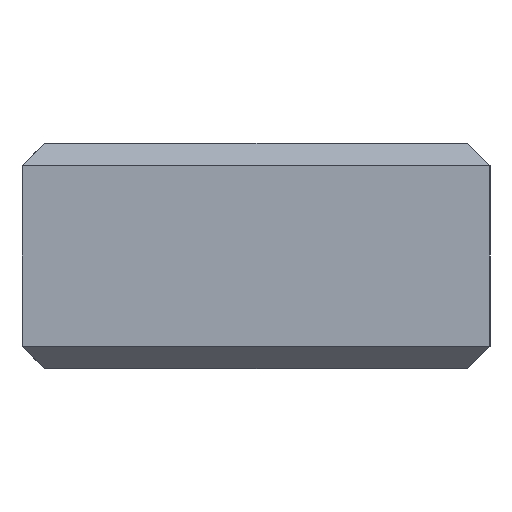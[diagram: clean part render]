
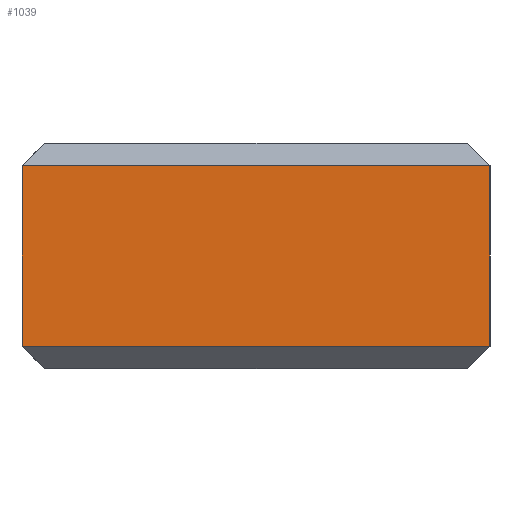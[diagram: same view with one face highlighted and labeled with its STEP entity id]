
A CAD part, left-side view. The second image highlights one B-rep face of the part: STEP entity #1039.
In plain terms, the highlighted planar face has unit normal (-1, 0, 0).
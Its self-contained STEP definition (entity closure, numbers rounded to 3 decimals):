
#88=FACE_OUTER_BOUND('',#156,.T.);
#156=EDGE_LOOP('',(#710,#711,#712,#713));
#236=LINE('',#1561,#342);
#246=LINE('',#1586,#352);
#249=LINE('',#1592,#355);
#250=LINE('',#1593,#356);
#342=VECTOR('',#1235,10.);
#352=VECTOR('',#1253,10.);
#355=VECTOR('',#1258,10.);
#356=VECTOR('',#1259,10.);
#442=VERTEX_POINT('',#1544);
#448=VERTEX_POINT('',#1559);
#456=VERTEX_POINT('',#1585);
#458=VERTEX_POINT('',#1591);
#537=EDGE_CURVE('',#448,#442,#236,.T.);
#548=EDGE_CURVE('',#442,#456,#246,.T.);
#551=EDGE_CURVE('',#448,#458,#249,.T.);
#552=EDGE_CURVE('',#456,#458,#250,.T.);
#710=ORIENTED_EDGE('',*,*,#537,.F.);
#711=ORIENTED_EDGE('',*,*,#551,.T.);
#712=ORIENTED_EDGE('',*,*,#552,.F.);
#713=ORIENTED_EDGE('',*,*,#548,.F.);
#998=PLANE('',#1122);
#1039=ADVANCED_FACE('',(#88),#998,.T.);
#1122=AXIS2_PLACEMENT_3D('',#1590,#1256,#1257);
#1235=DIRECTION('',(0.,1.,0.));
#1253=DIRECTION('',(0.,0.,1.));
#1256=DIRECTION('center_axis',(-1.,0.,0.));
#1257=DIRECTION('ref_axis',(0.,-1.,0.));
#1258=DIRECTION('',(0.,0.,1.));
#1259=DIRECTION('',(0.,-1.,0.));
#1544=CARTESIAN_POINT('',(-4.15,4.15,0.4));
#1559=CARTESIAN_POINT('',(-4.15,-4.15,0.4));
#1561=CARTESIAN_POINT('',(-4.15,2.075,0.4));
#1585=CARTESIAN_POINT('',(-4.15,4.15,3.6));
#1586=CARTESIAN_POINT('',(-4.15,4.15,0.));
#1590=CARTESIAN_POINT('Origin',(-4.15,4.15,0.));
#1591=CARTESIAN_POINT('',(-4.15,-4.15,3.6));
#1592=CARTESIAN_POINT('',(-4.15,-4.15,0.));
#1593=CARTESIAN_POINT('',(-4.15,2.075,3.6));
